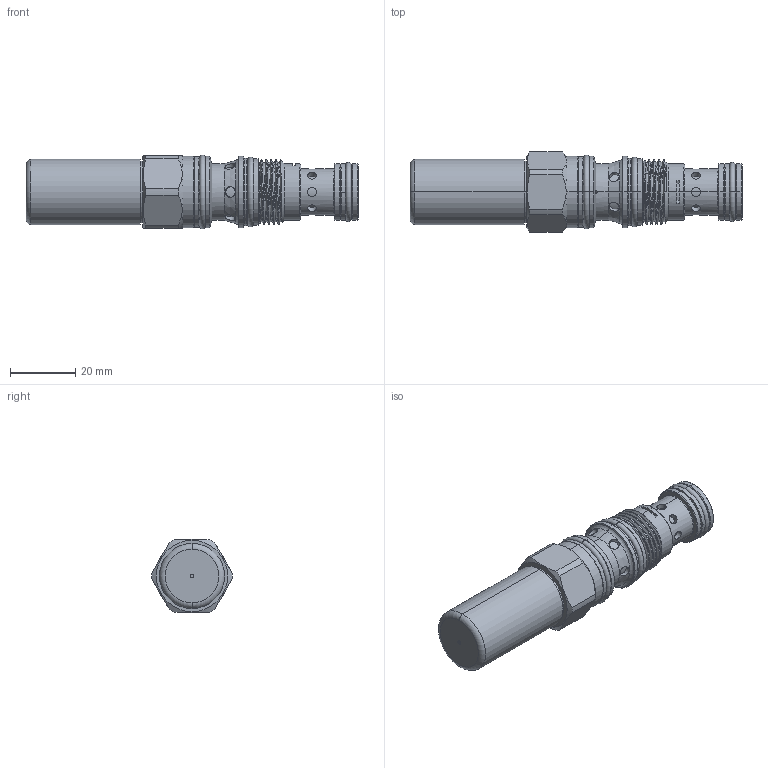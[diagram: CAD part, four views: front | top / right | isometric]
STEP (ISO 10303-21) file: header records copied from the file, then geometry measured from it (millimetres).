
FILE_DESCRIPTION (( 'STEP AP203' ), '1' );
FILE_NAME ('DP11A3M-C.STEP', '2024-05-28T05:29:27', ( '' ), ( '' ), 'SwSTEP 2.0', 'SolidWorks 2018', '' );
FILE_SCHEMA (( 'CONFIG_CONTROL_DESIGN' ));
Length unit declared in the file: millimetre
Products named in the file (1): DP11A3M-C
Bounding box: 101.77 x 24.59 x 22.56 mm (x, y, z)
Volume: 30352.8 mm3; surface area: 8475.6 mm2
Topology: 1 solids, 1 shells, 195 faces, 427 edges, 265 vertices
Faces by surface type: cylinder 114, cone 34, plane 30, torus 14, bspline 3
Entity records: 8081 total; most frequent: CARTESIAN_POINT 3829, DIRECTION 873, ORIENTED_EDGE 854, EDGE_CURVE 427, AXIS2_PLACEMENT_3D 366, VERTEX_POINT 265, EDGE_LOOP 226, FACE_OUTER_BOUND 195
